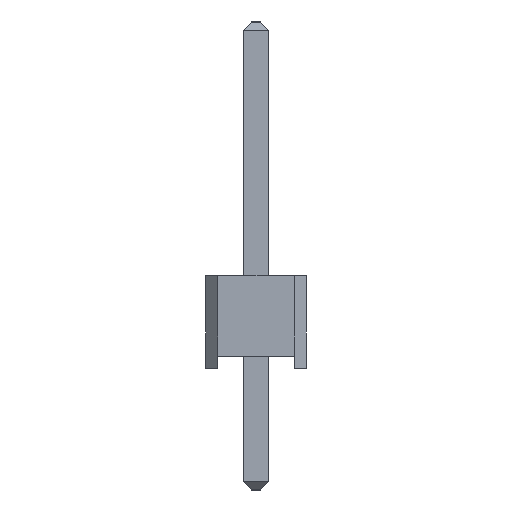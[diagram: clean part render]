
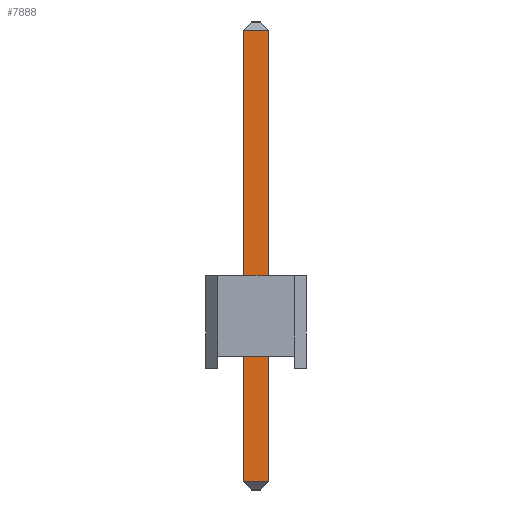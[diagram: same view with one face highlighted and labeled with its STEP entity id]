
A CAD part, left-side view. The second image highlights one B-rep face of the part: STEP entity #7888.
In plain terms, the highlighted planar face has unit normal (-1, 0, 0).
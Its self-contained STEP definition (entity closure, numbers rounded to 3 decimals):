
#1288 = CARTESIAN_POINT ( 'NONE',  ( -0.32, 0.32, 8.34 ) ) ;
#1791 = DIRECTION ( 'NONE',  ( 0., 1., 0. ) ) ;
#7888 = ADVANCED_FACE ( 'NONE', ( #20734 ), #26388, .T. ) ;
#7934 = DIRECTION ( 'NONE',  ( 0., -1., 0. ) ) ;
#8191 = CARTESIAN_POINT ( 'NONE',  ( -0.32, -0.32, -2.8 ) ) ;
#9363 = VECTOR ( 'NONE', #33518, 1000. ) ;
#9956 = EDGE_CURVE ( 'NONE', #48211, #20113, #38399, .T. ) ;
#11151 = EDGE_CURVE ( 'NONE', #48211, #23938, #31992, .T. ) ;
#16363 = AXIS2_PLACEMENT_3D ( 'NONE', #25458, #25267, #25225 ) ;
#19495 = CARTESIAN_POINT ( 'NONE',  ( -0.32, -0.32, -3. ) ) ;
#20113 = VERTEX_POINT ( 'NONE', #54701 ) ;
#20734 = FACE_OUTER_BOUND ( 'NONE', #29698, .T. ) ;
#22566 = EDGE_CURVE ( 'NONE', #20113, #38480, #23374, .T. ) ;
#23374 = LINE ( 'NONE', #19495, #44342 ) ;
#23938 = VERTEX_POINT ( 'NONE', #1288 ) ;
#24760 = LINE ( 'NONE', #52389, #45690 ) ;
#25225 = DIRECTION ( 'NONE',  ( 0., 0., 1. ) ) ;
#25267 = DIRECTION ( 'NONE',  ( -1., 0., 0. ) ) ;
#25458 = CARTESIAN_POINT ( 'NONE',  ( -0.32, -0.32, -3. ) ) ;
#26388 = PLANE ( 'NONE',  #16363 ) ;
#29698 = EDGE_LOOP ( 'NONE', ( #32084, #32722, #33341, #34016 ) ) ;
#31700 = DIRECTION ( 'NONE',  ( 0., 0., 1. ) ) ;
#31992 = LINE ( 'NONE', #34578, #9363 ) ;
#32084 = ORIENTED_EDGE ( 'NONE', *, *, #11151, .F. ) ;
#32722 = ORIENTED_EDGE ( 'NONE', *, *, #9956, .T. ) ;
#33341 = ORIENTED_EDGE ( 'NONE', *, *, #22566, .T. ) ;
#33518 = DIRECTION ( 'NONE',  ( 0., 0., 1. ) ) ;
#34016 = ORIENTED_EDGE ( 'NONE', *, *, #35930, .T. ) ;
#34578 = CARTESIAN_POINT ( 'NONE',  ( -0.32, 0.32, -3. ) ) ;
#34873 = CARTESIAN_POINT ( 'NONE',  ( -0.32, 0.32, -2.8 ) ) ;
#35930 = EDGE_CURVE ( 'NONE', #38480, #23938, #24760, .T. ) ;
#37102 = VECTOR ( 'NONE', #7934, 1000. ) ;
#37490 = CARTESIAN_POINT ( 'NONE',  ( -0.32, -0.32, 8.34 ) ) ;
#38399 = LINE ( 'NONE', #8191, #37102 ) ;
#38480 = VERTEX_POINT ( 'NONE', #37490 ) ;
#44342 = VECTOR ( 'NONE', #31700, 1000. ) ;
#45690 = VECTOR ( 'NONE', #1791, 1000. ) ;
#48211 = VERTEX_POINT ( 'NONE', #34873 ) ;
#52389 = CARTESIAN_POINT ( 'NONE',  ( -0.32, -0.32, 8.34 ) ) ;
#54701 = CARTESIAN_POINT ( 'NONE',  ( -0.32, -0.32, -2.8 ) ) ;
